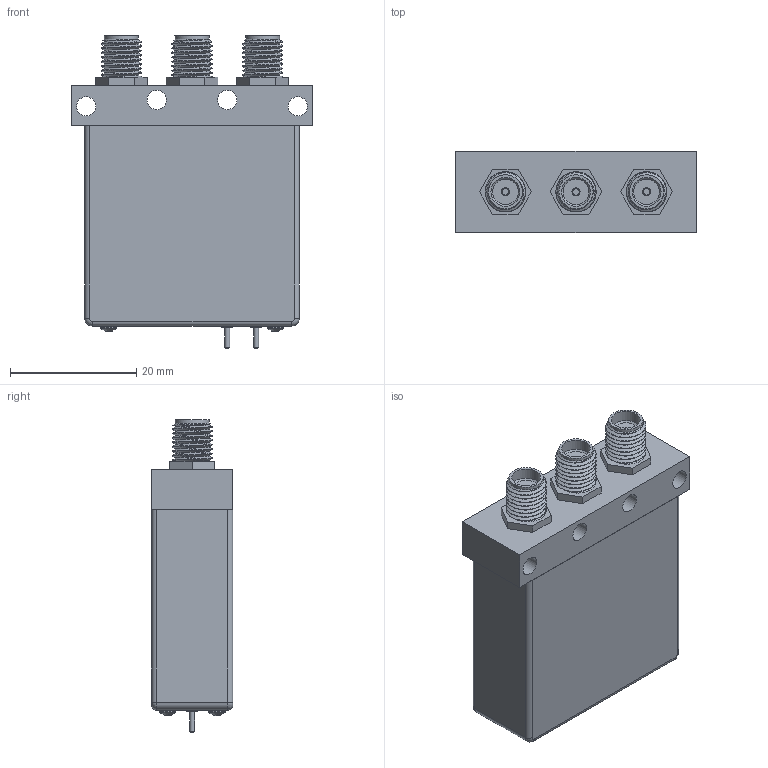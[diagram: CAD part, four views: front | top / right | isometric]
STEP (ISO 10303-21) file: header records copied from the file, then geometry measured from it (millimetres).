
FILE_DESCRIPTION (( 'STEP AP203' ), '1' );
FILE_NAME ('PE71S6052 ¦ SEMS-4050-SPDT-SMA.step', '2019-11-19T21:16:01', ( '' ), ( '' ), 'SwSTEP 2.0', 'SolidWorks 2018', '' );
FILE_SCHEMA (( 'CONFIG_CONTROL_DESIGN' ));
Products named in the file (1): PE71S6052 ｦ SEMS-4050-SPDT-SMA
Bounding box: 38.1 x 12.9 x 49.47 mm (x, y, z)
Volume: 17209.1 mm3; surface area: 8499.5 mm2
Topology: 5 solids, 5 shells, 1027 faces, 2736 edges, 1821 vertices
Faces by surface type: plane 584, bspline 272, cylinder 159, cone 8, torus 4
Full cylindrical faces by diameter (mm): 0.387 x1, 0.397 x1, 0.762 x6, 1.016 x3, 1.27 x3, 1.778 x2, 2.652 x2, 3.048 x4, 4.572 x3, 5.385 x3
Entity records: 50759 total; most frequent: CARTESIAN_POINT 27247, ORIENTED_EDGE 5376, DIRECTION 3737, EDGE_CURVE 2688, VERTEX_POINT 1813, VECTOR 1759, LINE 1759, EDGE_LOOP 1177
